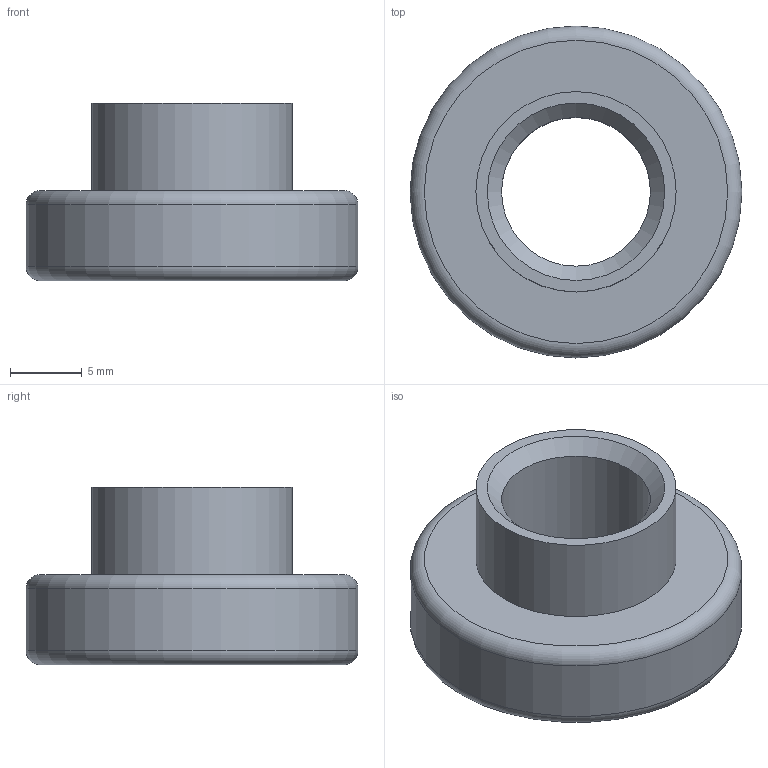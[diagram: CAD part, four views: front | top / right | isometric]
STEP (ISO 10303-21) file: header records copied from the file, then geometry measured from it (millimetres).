
FILE_DESCRIPTION(('FreeCAD Model'),'2;1');
FILE_NAME('Open CASCADE Shape Model','2024-01-15T09:19:03',(''),(''), 'Open CASCADE STEP processor 7.6','FreeCAD','Unknown');
FILE_SCHEMA(('AUTOMOTIVE_DESIGN { 1 0 10303 214 1 1 1 1 }'));
Length unit declared in the file: millimetre
Products named in the file (1): Body
Bounding box: 23.2 x 23.2 x 12.4 mm (x, y, z)
Volume: 2008.7 mm3; surface area: 1796.7 mm2
Topology: 1 solids, 1 shells, 11 faces, 18 edges, 11 vertices
Faces by surface type: plane 4, cylinder 4, torus 2, cone 1
Full cylindrical faces by diameter (mm): 10.4 x1, 14 x1, 17.805 x1, 23.2 x1
Entity records: 533 total; most frequent: CARTESIAN_POINT 101, DIRECTION 87, ORIENTED_EDGE 36, PCURVE 36, DEFINITIONAL_REPRESENTATION 36, LINE 33, VECTOR 33, AXIS2_PLACEMENT_3D 25
